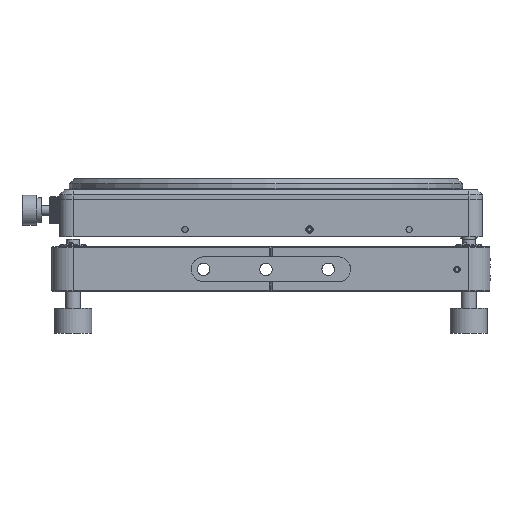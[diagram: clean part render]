
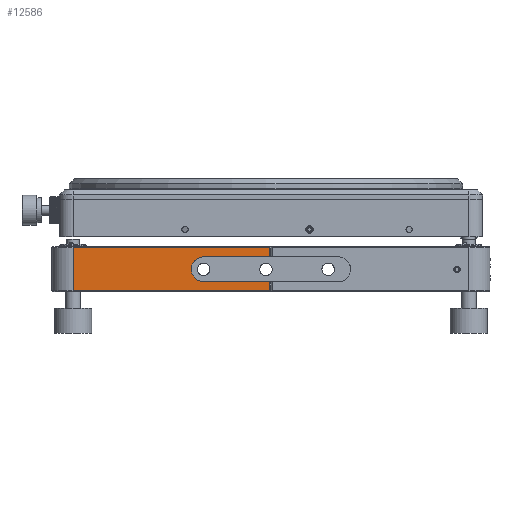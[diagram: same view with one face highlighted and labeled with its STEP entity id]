
A CAD part, front view. The second image highlights one B-rep face of the part: STEP entity #12586.
In plain terms, the highlighted planar face has unit normal (0, -1, 0).
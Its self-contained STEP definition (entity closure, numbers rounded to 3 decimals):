
#269 = DIRECTION ( 'NONE',  ( 0., 1., 0. ) ) ;
#940 = CARTESIAN_POINT ( 'NONE',  ( 1.5, -90., -5. ) ) ;
#1459 = CARTESIAN_POINT ( 'NONE',  ( -86., -90., -5. ) ) ;
#1970 = VECTOR ( 'NONE', #19601, 1000. ) ;
#2416 = ORIENTED_EDGE ( 'NONE', *, *, #36191, .F. ) ;
#4021 = VERTEX_POINT ( 'NONE', #19694 ) ;
#4189 = EDGE_LOOP ( 'NONE', ( #29119, #7823, #26132, #2416, #17276, #40679, #58826, #23226 ) ) ;
#4405 = EDGE_CURVE ( 'NONE', #14864, #58827, #40094, .T. ) ;
#4871 = LINE ( 'NONE', #14085, #24174 ) ;
#5327 = PLANE ( 'NONE',  #9804 ) ;
#6305 = CARTESIAN_POINT ( 'NONE',  ( -26.309, -90., -4.87 ) ) ;
#7123 = VERTEX_POINT ( 'NONE', #20314 ) ;
#7823 = ORIENTED_EDGE ( 'NONE', *, *, #20196, .F. ) ;
#9217 = CARTESIAN_POINT ( 'NONE',  ( -86., -90., 9. ) ) ;
#9804 = AXIS2_PLACEMENT_3D ( 'NONE', #9217, #269, #36839 ) ;
#11841 = VECTOR ( 'NONE', #45105, 1000. ) ;
#11923 = LINE ( 'NONE', #30041, #17720 ) ;
#12085 = CARTESIAN_POINT ( 'NONE',  ( -26.309, -90., 4.87 ) ) ;
#12586 = ADVANCED_FACE ( 'NONE', ( #27907 ), #5327, .F. ) ;
#13314 = CARTESIAN_POINT ( 'NONE',  ( -77.5, -90., 9. ) ) ;
#14085 = CARTESIAN_POINT ( 'NONE',  ( 1.5, -90., 9. ) ) ;
#14864 = VERTEX_POINT ( 'NONE', #30196 ) ;
#15499 = CARTESIAN_POINT ( 'NONE',  ( -30., -90., -0.654 ) ) ;
#16816 = CARTESIAN_POINT ( 'NONE',  ( -25., -90., 5. ) ) ;
#17276 = ORIENTED_EDGE ( 'NONE', *, *, #38900, .F. ) ;
#17403 = VECTOR ( 'NONE', #38927, 1000. ) ;
#17720 = VECTOR ( 'NONE', #38371, 1000. ) ;
#18243 = DIRECTION ( 'NONE',  ( 0., 0., -1. ) ) ;
#18645 = LINE ( 'NONE', #13314, #11841 ) ;
#19601 = DIRECTION ( 'NONE',  ( 1., 0., 0. ) ) ;
#19694 = CARTESIAN_POINT ( 'NONE',  ( -25., -90., -5. ) ) ;
#20196 = EDGE_CURVE ( 'NONE', #7123, #52952, #11923, .T. ) ;
#20314 = CARTESIAN_POINT ( 'NONE',  ( 1.5, -90., -8.7 ) ) ;
#20685 = DIRECTION ( 'NONE',  ( 1., 0., 0. ) ) ;
#20687 = VECTOR ( 'NONE', #20685, 1000. ) ;
#23027 = EDGE_CURVE ( 'NONE', #52368, #53792, #31088, .T. ) ;
#23226 = ORIENTED_EDGE ( 'NONE', *, *, #23027, .F. ) ;
#24140 = DIRECTION ( 'NONE',  ( 0., 0., -1. ) ) ;
#24174 = VECTOR ( 'NONE', #18243, 1000. ) ;
#24420 = CARTESIAN_POINT ( 'NONE',  ( -27.518, -90., -4.369 ) ) ;
#26132 = ORIENTED_EDGE ( 'NONE', *, *, #53386, .F. ) ;
#27907 = FACE_OUTER_BOUND ( 'NONE', #4189, .T. ) ;
#27942 = VERTEX_POINT ( 'NONE', #940 ) ;
#28606 = CARTESIAN_POINT ( 'NONE',  ( 1.5, -90., 9. ) ) ;
#29119 = ORIENTED_EDGE ( 'NONE', *, *, #57931, .F. ) ;
#30041 = CARTESIAN_POINT ( 'NONE',  ( -86., -90., -8.7 ) ) ;
#30196 = CARTESIAN_POINT ( 'NONE',  ( 1.5, -90., 5. ) ) ;
#30207 = CARTESIAN_POINT ( 'NONE',  ( -27.518, -90., 4.369 ) ) ;
#30300 = CARTESIAN_POINT ( 'NONE',  ( -86., -90., 5. ) ) ;
#31088 = LINE ( 'NONE', #49210, #20687 ) ;
#31676 = CARTESIAN_POINT ( 'NONE',  ( -29.87, -90., -1.309 ) ) ;
#32296 = CARTESIAN_POINT ( 'NONE',  ( -77.5, -90., -8.7 ) ) ;
#33357 = CARTESIAN_POINT ( 'NONE',  ( -30., -90., 0.654 ) ) ;
#34476 = CARTESIAN_POINT ( 'NONE',  ( -77.5, -90., 8.7 ) ) ;
#34969 = CARTESIAN_POINT ( 'NONE',  ( -28.073, -90., 3.998 ) ) ;
#36191 = EDGE_CURVE ( 'NONE', #4021, #27942, #42186, .T. ) ;
#36839 = DIRECTION ( 'NONE',  ( 0., 0., 1. ) ) ;
#37544 = LINE ( 'NONE', #28606, #40280 ) ;
#37816 = CARTESIAN_POINT ( 'NONE',  ( -29.369, -90., 2.518 ) ) ;
#38371 = DIRECTION ( 'NONE',  ( -1., 0., 0. ) ) ;
#38900 = EDGE_CURVE ( 'NONE', #58827, #4021, #44703, .T. ) ;
#38927 = DIRECTION ( 'NONE',  ( -1., 0., 0. ) ) ;
#40094 = LINE ( 'NONE', #30300, #17403 ) ;
#40280 = VECTOR ( 'NONE', #24140, 1000. ) ;
#40312 = EDGE_CURVE ( 'NONE', #53792, #14864, #37544, .T. ) ;
#40679 = ORIENTED_EDGE ( 'NONE', *, *, #4405, .F. ) ;
#40957 = CARTESIAN_POINT ( 'NONE',  ( -25., -90., 5. ) ) ;
#42186 = LINE ( 'NONE', #1459, #1970 ) ;
#42563 = CARTESIAN_POINT ( 'NONE',  ( -25.654, -90., -5. ) ) ;
#44703 = B_SPLINE_CURVE_WITH_KNOTS ( 'NONE', 3,
 ( #16816, #52810, #12085, #30207, #34969, #56230, #37816, #54263, #33357, #15499, #31676, #51493, #47006, #45621, #24420, #6305, #42563, #51784 ),
 .UNSPECIFIED., .F., .F.,
 ( 4, 2, 2, 2, 2, 2, 2, 2, 4 ),
 ( 0., 0.125, 0.25, 0.375, 0.5, 0.625, 0.75, 0.875, 1. ),
 .UNSPECIFIED. ) ;
#45105 = DIRECTION ( 'NONE',  ( 0., 0., 1. ) ) ;
#45621 = CARTESIAN_POINT ( 'NONE',  ( -28.073, -90., -3.998 ) ) ;
#47006 = CARTESIAN_POINT ( 'NONE',  ( -28.998, -90., -3.073 ) ) ;
#49210 = CARTESIAN_POINT ( 'NONE',  ( 2., -90., 8.7 ) ) ;
#51493 = CARTESIAN_POINT ( 'NONE',  ( -29.369, -90., -2.518 ) ) ;
#51784 = CARTESIAN_POINT ( 'NONE',  ( -25., -90., -5. ) ) ;
#52368 = VERTEX_POINT ( 'NONE', #34476 ) ;
#52810 = CARTESIAN_POINT ( 'NONE',  ( -25.654, -90., 5. ) ) ;
#52952 = VERTEX_POINT ( 'NONE', #32296 ) ;
#53386 = EDGE_CURVE ( 'NONE', #27942, #7123, #4871, .T. ) ;
#53792 = VERTEX_POINT ( 'NONE', #57447 ) ;
#54263 = CARTESIAN_POINT ( 'NONE',  ( -29.87, -90., 1.309 ) ) ;
#56230 = CARTESIAN_POINT ( 'NONE',  ( -28.998, -90., 3.073 ) ) ;
#57447 = CARTESIAN_POINT ( 'NONE',  ( 1.5, -90., 8.7 ) ) ;
#57931 = EDGE_CURVE ( 'NONE', #52952, #52368, #18645, .T. ) ;
#58826 = ORIENTED_EDGE ( 'NONE', *, *, #40312, .F. ) ;
#58827 = VERTEX_POINT ( 'NONE', #40957 ) ;
